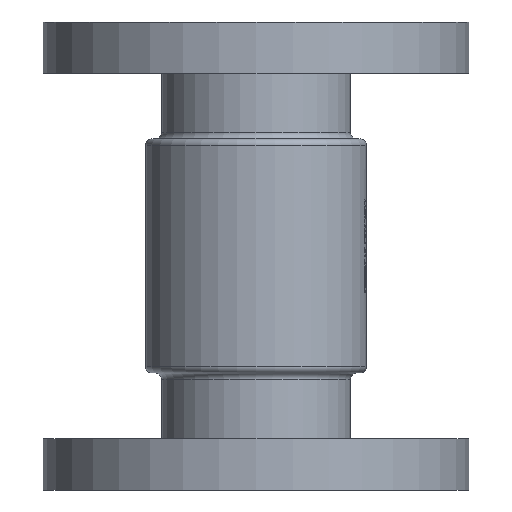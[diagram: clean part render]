
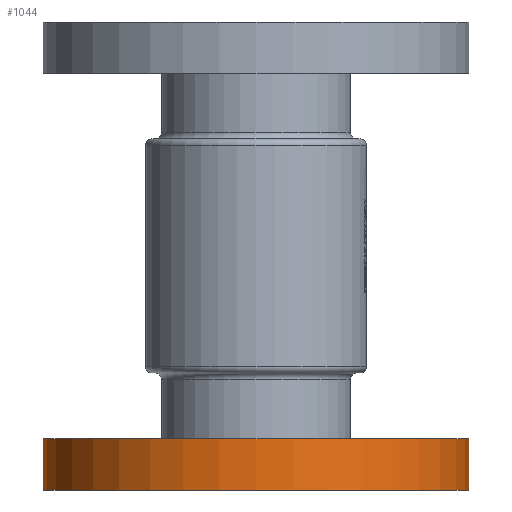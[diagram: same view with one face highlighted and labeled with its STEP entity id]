
A CAD part, front view. The second image highlights one B-rep face of the part: STEP entity #1044.
In plain terms, the highlighted cylindrical face has radius 100 mm (diameter 200 mm), a partial arc.
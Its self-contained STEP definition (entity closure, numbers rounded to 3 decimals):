
#1044 = ADVANCED_FACE ( 'NONE', ( #18938 ), #23744, .T. ) ;
#1292 = CIRCLE ( 'NONE', #23040, 100. ) ;
#1426 = VERTEX_POINT ( 'NONE', #7268 ) ;
#3135 = DIRECTION ( 'NONE',  ( 0., 0., 1. ) ) ;
#3719 = EDGE_LOOP ( 'NONE', ( #4173, #25057, #11835, #26135 ) ) ;
#4173 = ORIENTED_EDGE ( 'NONE', *, *, #22921, .F. ) ;
#5308 = DIRECTION ( 'NONE',  ( 0., 0., -1. ) ) ;
#7268 = CARTESIAN_POINT ( 'NONE',  ( 100., 0., -196. ) ) ;
#8078 = CARTESIAN_POINT ( 'NONE',  ( -100., 0., -196. ) ) ;
#9705 = VERTEX_POINT ( 'NONE', #14979 ) ;
#10886 = VERTEX_POINT ( 'NONE', #8078 ) ;
#11509 = EDGE_CURVE ( 'NONE', #1426, #9705, #12717, .T. ) ;
#11835 = ORIENTED_EDGE ( 'NONE', *, *, #21848, .T. ) ;
#12436 = CARTESIAN_POINT ( 'NONE',  ( 0., 0., -220. ) ) ;
#12717 = LINE ( 'NONE', #29428, #16790 ) ;
#14704 = EDGE_CURVE ( 'NONE', #10886, #23506, #20399, .T. ) ;
#14979 = CARTESIAN_POINT ( 'NONE',  ( 100., 0., -220. ) ) ;
#15043 = AXIS2_PLACEMENT_3D ( 'NONE', #12436, #5308, #26218 ) ;
#16790 = VECTOR ( 'NONE', #27261, 1000. ) ;
#17412 = DIRECTION ( 'NONE',  ( 1., 0., 0. ) ) ;
#18819 = VECTOR ( 'NONE', #27366, 1000. ) ;
#18938 = FACE_OUTER_BOUND ( 'NONE', #3719, .T. ) ;
#19129 = CIRCLE ( 'NONE', #22105, 100. ) ;
#19587 = DIRECTION ( 'NONE',  ( 0., 0., 1. ) ) ;
#20399 = LINE ( 'NONE', #20703, #18819 ) ;
#20703 = CARTESIAN_POINT ( 'NONE',  ( -100., 0., -220. ) ) ;
#21848 = EDGE_CURVE ( 'NONE', #23506, #9705, #19129, .T. ) ;
#22032 = CARTESIAN_POINT ( 'NONE',  ( 0., 0., -220. ) ) ;
#22105 = AXIS2_PLACEMENT_3D ( 'NONE', #22032, #3135, #22480 ) ;
#22220 = CARTESIAN_POINT ( 'NONE',  ( 0., 0., -196. ) ) ;
#22480 = DIRECTION ( 'NONE',  ( 1., 0., 0. ) ) ;
#22921 = EDGE_CURVE ( 'NONE', #10886, #1426, #1292, .T. ) ;
#23040 = AXIS2_PLACEMENT_3D ( 'NONE', #22220, #19587, #17412 ) ;
#23506 = VERTEX_POINT ( 'NONE', #24314 ) ;
#23744 = CYLINDRICAL_SURFACE ( 'NONE', #15043, 100. ) ;
#24314 = CARTESIAN_POINT ( 'NONE',  ( -100., 0., -220. ) ) ;
#25057 = ORIENTED_EDGE ( 'NONE', *, *, #14704, .T. ) ;
#26135 = ORIENTED_EDGE ( 'NONE', *, *, #11509, .F. ) ;
#26218 = DIRECTION ( 'NONE',  ( 1., 0., 0. ) ) ;
#27261 = DIRECTION ( 'NONE',  ( 0., 0., -1. ) ) ;
#27366 = DIRECTION ( 'NONE',  ( 0., 0., -1. ) ) ;
#29428 = CARTESIAN_POINT ( 'NONE',  ( 100., 0., -220. ) ) ;
